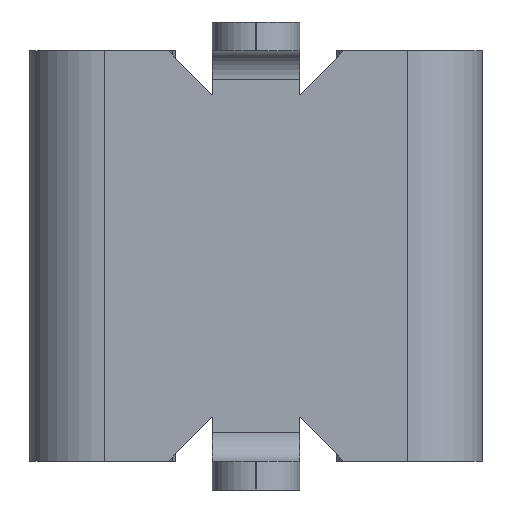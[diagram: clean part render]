
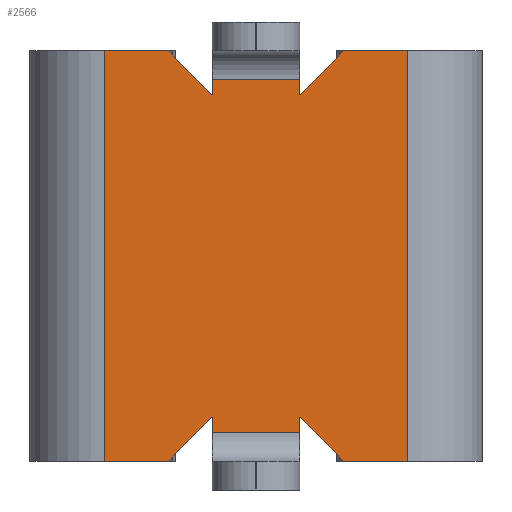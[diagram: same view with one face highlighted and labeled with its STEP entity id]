
A CAD part, front view. The second image highlights one B-rep face of the part: STEP entity #2566.
In plain terms, the highlighted planar face has unit normal (0, -1, 0).
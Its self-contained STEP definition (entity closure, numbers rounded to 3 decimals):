
#336=FACE_OUTER_BOUND('',#478,.T.);
#478=EDGE_LOOP('',(#2196,#2197,#2198,#2199,#2200,#2201,#2202,#2203,#2204,
#2205,#2206,#2207,#2208,#2209,#2210,#2211,#2212,#2213,#2214,#2215,#2216,
#2217,#2218,#2219));
#522=LINE('',#3500,#754);
#536=LINE('',#3558,#768);
#548=LINE('',#3603,#780);
#660=LINE('',#5017,#892);
#664=LINE('',#5024,#896);
#665=LINE('',#5028,#897);
#669=LINE('',#5035,#901);
#683=LINE('',#5076,#915);
#685=LINE('',#5082,#917);
#687=LINE('',#5087,#919);
#688=LINE('',#5089,#920);
#689=LINE('',#5090,#921);
#690=LINE('',#5092,#922);
#691=LINE('',#5094,#923);
#692=LINE('',#5096,#924);
#693=LINE('',#5098,#925);
#694=LINE('',#5100,#926);
#695=LINE('',#5102,#927);
#696=LINE('',#5104,#928);
#697=LINE('',#5106,#929);
#698=LINE('',#5107,#930);
#699=LINE('',#5108,#931);
#700=LINE('',#5110,#932);
#701=LINE('',#5111,#933);
#754=VECTOR('',#2864,10.);
#768=VECTOR('',#2916,10.);
#780=VECTOR('',#2956,10.);
#892=VECTOR('',#3250,10.);
#896=VECTOR('',#3256,10.);
#897=VECTOR('',#3259,10.);
#901=VECTOR('',#3265,10.);
#915=VECTOR('',#3303,10.);
#917=VECTOR('',#3309,10.);
#919=VECTOR('',#3315,10.);
#920=VECTOR('',#3316,10.);
#921=VECTOR('',#3317,1.29);
#922=VECTOR('',#3318,10.);
#923=VECTOR('',#3319,10.);
#924=VECTOR('',#3320,10.);
#925=VECTOR('',#3321,10.);
#926=VECTOR('',#3322,10.);
#927=VECTOR('',#3323,10.);
#928=VECTOR('',#3324,10.);
#929=VECTOR('',#3325,10.);
#930=VECTOR('',#3326,10.);
#931=VECTOR('',#3327,1.29);
#932=VECTOR('',#3328,10.);
#933=VECTOR('',#3329,10.);
#1001=VERTEX_POINT('',#3497);
#1002=VERTEX_POINT('',#3499);
#1026=VERTEX_POINT('',#3555);
#1027=VERTEX_POINT('',#3557);
#1045=VERTEX_POINT('',#3600);
#1046=VERTEX_POINT('',#3602);
#1176=VERTEX_POINT('',#5014);
#1177=VERTEX_POINT('',#5016);
#1179=VERTEX_POINT('',#5022);
#1180=VERTEX_POINT('',#5026);
#1181=VERTEX_POINT('',#5027);
#1197=VERTEX_POINT('',#5073);
#1198=VERTEX_POINT('',#5075);
#1200=VERTEX_POINT('',#5081);
#1202=VERTEX_POINT('',#5088);
#1203=VERTEX_POINT('',#5091);
#1204=VERTEX_POINT('',#5093);
#1205=VERTEX_POINT('',#5095);
#1206=VERTEX_POINT('',#5097);
#1207=VERTEX_POINT('',#5099);
#1208=VERTEX_POINT('',#5101);
#1209=VERTEX_POINT('',#5103);
#1210=VERTEX_POINT('',#5105);
#1211=VERTEX_POINT('',#5109);
#1261=EDGE_CURVE('',#1001,#1002,#522,.T.);
#1290=EDGE_CURVE('',#1027,#1026,#536,.T.);
#1312=EDGE_CURVE('',#1045,#1046,#548,.T.);
#1522=EDGE_CURVE('',#1176,#1177,#660,.T.);
#1526=EDGE_CURVE('',#1176,#1179,#664,.T.);
#1527=EDGE_CURVE('',#1180,#1181,#665,.T.);
#1531=EDGE_CURVE('',#1026,#1181,#669,.T.);
#1551=EDGE_CURVE('',#1198,#1197,#683,.T.);
#1554=EDGE_CURVE('',#1198,#1200,#685,.T.);
#1557=EDGE_CURVE('',#1197,#1177,#687,.T.);
#1558=EDGE_CURVE('',#1179,#1202,#688,.T.);
#1559=EDGE_CURVE('',#1202,#1046,#689,.T.);
#1560=EDGE_CURVE('',#1045,#1203,#690,.T.);
#1561=EDGE_CURVE('',#1204,#1203,#691,.T.);
#1562=EDGE_CURVE('',#1204,#1205,#692,.T.);
#1563=EDGE_CURVE('',#1206,#1205,#693,.T.);
#1564=EDGE_CURVE('',#1207,#1206,#694,.T.);
#1565=EDGE_CURVE('',#1208,#1207,#695,.T.);
#1566=EDGE_CURVE('',#1208,#1209,#696,.T.);
#1567=EDGE_CURVE('',#1210,#1209,#697,.T.);
#1568=EDGE_CURVE('',#1210,#1002,#698,.T.);
#1569=EDGE_CURVE('',#1027,#1001,#699,.T.);
#1570=EDGE_CURVE('',#1180,#1211,#700,.T.);
#1571=EDGE_CURVE('',#1211,#1200,#701,.T.);
#2196=ORIENTED_EDGE('',*,*,#1554,.F.);
#2197=ORIENTED_EDGE('',*,*,#1551,.T.);
#2198=ORIENTED_EDGE('',*,*,#1557,.T.);
#2199=ORIENTED_EDGE('',*,*,#1522,.F.);
#2200=ORIENTED_EDGE('',*,*,#1526,.T.);
#2201=ORIENTED_EDGE('',*,*,#1558,.T.);
#2202=ORIENTED_EDGE('',*,*,#1559,.T.);
#2203=ORIENTED_EDGE('',*,*,#1312,.F.);
#2204=ORIENTED_EDGE('',*,*,#1560,.T.);
#2205=ORIENTED_EDGE('',*,*,#1561,.F.);
#2206=ORIENTED_EDGE('',*,*,#1562,.T.);
#2207=ORIENTED_EDGE('',*,*,#1563,.F.);
#2208=ORIENTED_EDGE('',*,*,#1564,.F.);
#2209=ORIENTED_EDGE('',*,*,#1565,.F.);
#2210=ORIENTED_EDGE('',*,*,#1566,.T.);
#2211=ORIENTED_EDGE('',*,*,#1567,.F.);
#2212=ORIENTED_EDGE('',*,*,#1568,.T.);
#2213=ORIENTED_EDGE('',*,*,#1261,.F.);
#2214=ORIENTED_EDGE('',*,*,#1569,.F.);
#2215=ORIENTED_EDGE('',*,*,#1290,.T.);
#2216=ORIENTED_EDGE('',*,*,#1531,.T.);
#2217=ORIENTED_EDGE('',*,*,#1527,.F.);
#2218=ORIENTED_EDGE('',*,*,#1570,.T.);
#2219=ORIENTED_EDGE('',*,*,#1571,.T.);
#2440=PLANE('',#2774);
#2566=ADVANCED_FACE('',(#336),#2440,.T.);
#2774=AXIS2_PLACEMENT_3D('',#5086,#3313,#3314);
#2864=DIRECTION('',(1.,0.,0.));
#2916=DIRECTION('',(1.,0.,0.));
#2956=DIRECTION('',(1.,0.,0.));
#3250=DIRECTION('',(-0.707,0.,0.707));
#3256=DIRECTION('',(0.,0.,-1.));
#3259=DIRECTION('',(-0.707,0.,-0.707));
#3265=DIRECTION('',(0.,0.,1.));
#3303=DIRECTION('',(0.,0.,1.));
#3309=DIRECTION('',(-1.,0.,0.));
#3313=DIRECTION('center_axis',(0.,-1.,0.));
#3314=DIRECTION('ref_axis',(1.,0.,0.));
#3315=DIRECTION('',(1.,0.,0.));
#3316=DIRECTION('',(1.,0.,0.));
#3317=DIRECTION('',(0.,0.,1.));
#3318=DIRECTION('',(0.,0.,-1.));
#3319=DIRECTION('',(0.707,0.,0.707));
#3320=DIRECTION('',(-1.,0.,0.));
#3321=DIRECTION('',(0.,0.,-1.));
#3322=DIRECTION('',(1.,0.,0.));
#3323=DIRECTION('',(0.,0.,1.));
#3324=DIRECTION('',(-1.,0.,0.));
#3325=DIRECTION('',(0.707,0.,-0.707));
#3326=DIRECTION('',(0.,0.,1.));
#3327=DIRECTION('',(0.,0.,1.));
#3328=DIRECTION('',(1.,0.,0.));
#3329=DIRECTION('',(0.,0.,-1.));
#3497=CARTESIAN_POINT('',(-2.631,0.002,7.11));
#3499=CARTESIAN_POINT('',(-1.522,0.002,7.11));
#3500=CARTESIAN_POINT('',(-3.935,0.002,7.11));
#3555=CARTESIAN_POINT('',(-1.522,0.002,0.));
#3557=CARTESIAN_POINT('',(-2.631,0.002,0.));
#3558=CARTESIAN_POINT('',(-3.935,0.002,0.));
#3600=CARTESIAN_POINT('',(1.522,0.002,7.11));
#3602=CARTESIAN_POINT('',(2.631,0.002,7.11));
#3603=CARTESIAN_POINT('',(-3.935,0.002,7.11));
#5014=CARTESIAN_POINT('',(1.522,0.002,0.001));
#5016=CARTESIAN_POINT('',(0.763,0.002,0.76));
#5017=CARTESIAN_POINT('',(-0.032,0.002,1.555));
#5022=CARTESIAN_POINT('',(1.522,0.002,0.));
#5024=CARTESIAN_POINT('',(1.522,0.002,0.));
#5026=CARTESIAN_POINT('',(-0.763,0.002,0.76));
#5027=CARTESIAN_POINT('',(-1.522,0.002,0.001));
#5028=CARTESIAN_POINT('',(-1.936,0.002,-0.413));
#5035=CARTESIAN_POINT('',(-1.522,0.002,0.));
#5073=CARTESIAN_POINT('',(0.762,0.002,0.76));
#5075=CARTESIAN_POINT('',(0.762,0.002,0.5));
#5076=CARTESIAN_POINT('',(0.762,0.002,0.76));
#5081=CARTESIAN_POINT('',(-0.762,0.002,0.5));
#5082=CARTESIAN_POINT('',(-1.968,0.002,0.5));
#5086=CARTESIAN_POINT('Origin',(-3.935,0.002,0.));
#5087=CARTESIAN_POINT('',(-1.968,0.002,0.76));
#5088=CARTESIAN_POINT('',(2.631,0.002,0.));
#5089=CARTESIAN_POINT('',(-3.935,0.002,0.));
#5090=CARTESIAN_POINT('',(2.631,0.002,0.));
#5091=CARTESIAN_POINT('',(1.522,0.002,7.109));
#5092=CARTESIAN_POINT('',(1.522,0.002,3.555));
#5093=CARTESIAN_POINT('',(0.763,0.002,6.35));
#5094=CARTESIAN_POINT('',(-1.809,0.002,3.778));
#5095=CARTESIAN_POINT('',(0.762,0.002,6.35));
#5096=CARTESIAN_POINT('',(-1.968,0.002,6.35));
#5097=CARTESIAN_POINT('',(0.762,0.002,6.61));
#5098=CARTESIAN_POINT('',(0.762,0.002,6.35));
#5099=CARTESIAN_POINT('',(-0.762,0.002,6.61));
#5100=CARTESIAN_POINT('',(-1.968,0.002,6.61));
#5101=CARTESIAN_POINT('',(-0.762,0.002,6.35));
#5102=CARTESIAN_POINT('',(-0.762,0.002,6.35));
#5103=CARTESIAN_POINT('',(-0.763,0.002,6.35));
#5104=CARTESIAN_POINT('',(-1.968,0.002,6.35));
#5105=CARTESIAN_POINT('',(-1.522,0.002,7.109));
#5106=CARTESIAN_POINT('',(-0.158,0.002,5.745));
#5107=CARTESIAN_POINT('',(-1.522,0.002,3.555));
#5108=CARTESIAN_POINT('',(-2.631,0.002,0.));
#5109=CARTESIAN_POINT('',(-0.762,0.002,0.76));
#5110=CARTESIAN_POINT('',(-1.968,0.002,0.76));
#5111=CARTESIAN_POINT('',(-0.762,0.002,0.76));
